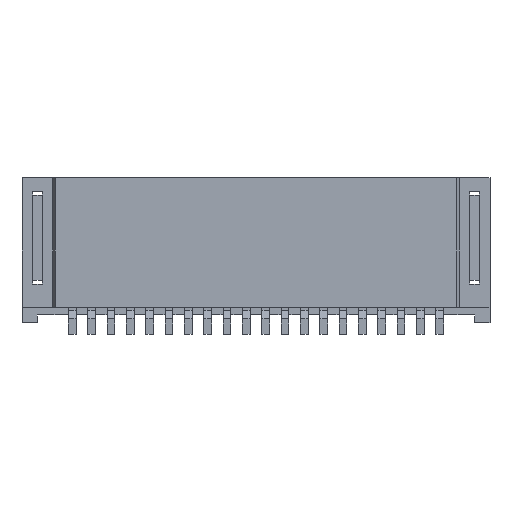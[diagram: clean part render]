
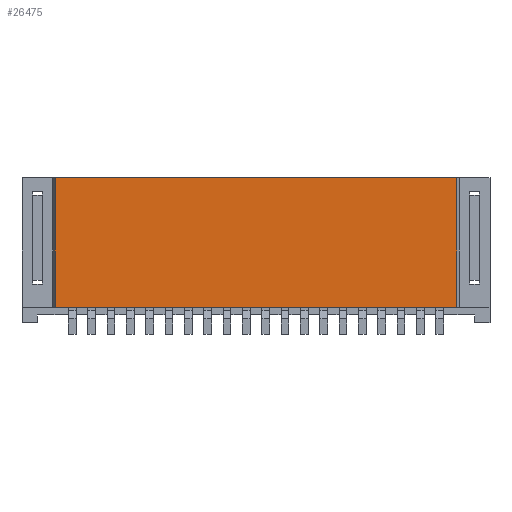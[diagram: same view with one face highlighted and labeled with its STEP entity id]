
A CAD part, front view. The second image highlights one B-rep face of the part: STEP entity #26475.
In plain terms, the highlighted planar face has unit normal (0, -1, 0).
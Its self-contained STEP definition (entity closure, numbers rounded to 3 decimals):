
#9135=DIRECTION('',(1.,0.,0.));
#9136=VECTOR('',#9135,10.385);
#9137=CARTESIAN_POINT('',(-5.192,0.,3.75));
#9138=LINE('',#9137,#9136);
#9167=DIRECTION('',(1.,0.,0.));
#9168=VECTOR('',#9167,10.385);
#9169=CARTESIAN_POINT('',(-5.192,0.,0.4));
#9170=LINE('',#9169,#9168);
#9171=DIRECTION('',(0.,0.,1.));
#9172=VECTOR('',#9171,3.35);
#9173=CARTESIAN_POINT('',(-5.192,0.,0.4));
#9174=LINE('',#9173,#9172);
#9463=DIRECTION('',(0.,0.,1.));
#9464=VECTOR('',#9463,3.35);
#9465=CARTESIAN_POINT('',(5.192,0.,0.4));
#9466=LINE('',#9465,#9464);
#10141=CARTESIAN_POINT('',(-5.192,0.,3.75));
#10142=CARTESIAN_POINT('',(5.192,0.,3.75));
#10143=VERTEX_POINT('',#10141);
#10144=VERTEX_POINT('',#10142);
#10157=CARTESIAN_POINT('',(-5.192,0.,0.4));
#10158=CARTESIAN_POINT('',(5.192,0.,0.4));
#10159=VERTEX_POINT('',#10157);
#10160=VERTEX_POINT('',#10158);
#26462=CARTESIAN_POINT('',(-5.192,0.,0.));
#26463=DIRECTION('',(0.,-1.,0.));
#26464=DIRECTION('',(1.,0.,0.));
#26465=AXIS2_PLACEMENT_3D('',#26462,#26463,#26464);
#26466=PLANE('',#26465);
#26467=ORIENTED_EDGE('',*,*,#13847,.F.);
#26469=ORIENTED_EDGE('',*,*,#26468,.T.);
#26470=ORIENTED_EDGE('',*,*,#26435,.T.);
#26472=ORIENTED_EDGE('',*,*,#26471,.F.);
#26473=EDGE_LOOP('',(#26467,#26469,#26470,#26472));
#26474=FACE_OUTER_BOUND('',#26473,.F.);
#26475=ADVANCED_FACE('',(#26474),#26466,.T.);
#13847=EDGE_CURVE('',#10159,#10160,#9170,.T.);
#26435=EDGE_CURVE('',#10143,#10144,#9138,.T.);
#26468=EDGE_CURVE('',#10159,#10143,#9174,.T.);
#26471=EDGE_CURVE('',#10160,#10144,#9466,.T.);
